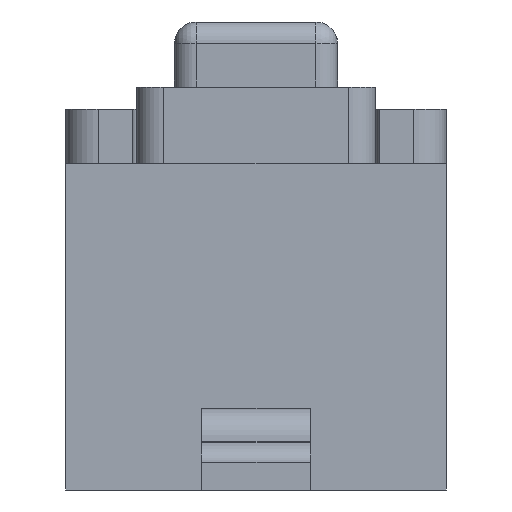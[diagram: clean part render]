
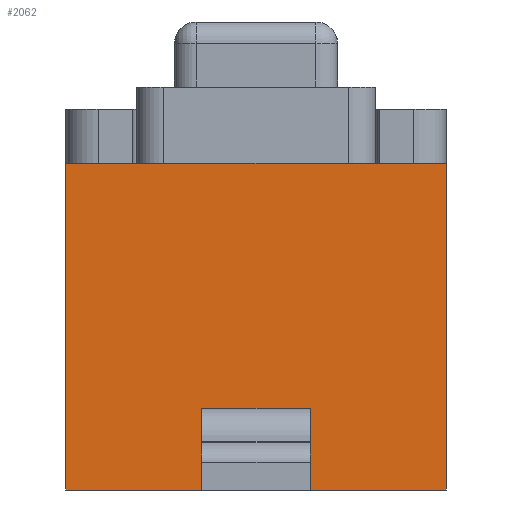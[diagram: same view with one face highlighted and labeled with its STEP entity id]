
A CAD part, left-side view. The second image highlights one B-rep face of the part: STEP entity #2062.
In plain terms, the highlighted planar face has unit normal (-1, 0, 0).
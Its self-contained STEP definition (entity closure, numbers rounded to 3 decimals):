
#147 = VECTOR ( 'NONE', #2349, 1000. ) ;
#306 = ORIENTED_EDGE ( 'NONE', *, *, #330, .T. ) ;
#330 = EDGE_CURVE ( 'NONE', #2625, #1217, #2322, .T. ) ;
#524 = DIRECTION ( 'NONE',  ( 0., -1., 0. ) ) ;
#667 = DIRECTION ( 'NONE',  ( 0., 0., -1. ) ) ;
#697 = EDGE_CURVE ( 'NONE', #4079, #4400, #3052, .T. ) ;
#753 = VECTOR ( 'NONE', #524, 1000. ) ;
#805 = EDGE_LOOP ( 'NONE', ( #1542, #1199, #834, #2598 ) ) ;
#834 = ORIENTED_EDGE ( 'NONE', *, *, #3274, .F. ) ;
#876 = LINE ( 'NONE', #3538, #753 ) ;
#1049 = VERTEX_POINT ( 'NONE', #3196 ) ;
#1167 = LINE ( 'NONE', #3849, #147 ) ;
#1181 = CARTESIAN_POINT ( 'NONE',  ( -3., -0.5, 0.5 ) ) ;
#1192 = VERTEX_POINT ( 'NONE', #2296 ) ;
#1199 = ORIENTED_EDGE ( 'NONE', *, *, #697, .F. ) ;
#1201 = EDGE_CURVE ( 'NONE', #4172, #2625, #3481, .T. ) ;
#1217 = VERTEX_POINT ( 'NONE', #3078 ) ;
#1374 = VECTOR ( 'NONE', #2687, 1000. ) ;
#1471 = CARTESIAN_POINT ( 'NONE',  ( -3., 1.75, 3. ) ) ;
#1542 = ORIENTED_EDGE ( 'NONE', *, *, #2816, .T. ) ;
#1571 = FACE_BOUND ( 'NONE', #2344, .T. ) ;
#1703 = FACE_OUTER_BOUND ( 'NONE', #805, .T. ) ;
#1713 = ORIENTED_EDGE ( 'NONE', *, *, #3793, .F. ) ;
#1796 = DIRECTION ( 'NONE',  ( 1., 0., 0. ) ) ;
#1989 = ORIENTED_EDGE ( 'NONE', *, *, #4434, .F. ) ;
#2062 = ADVANCED_FACE ( 'NONE', ( #1571, #1703 ), #4057, .F. ) ;
#2296 = CARTESIAN_POINT ( 'NONE',  ( -3., 1.75, 0. ) ) ;
#2322 = LINE ( 'NONE', #2346, #4202 ) ;
#2344 = EDGE_LOOP ( 'NONE', ( #1713, #3745, #306, #1989 ) ) ;
#2346 = CARTESIAN_POINT ( 'NONE',  ( -3., -0.5, 0.5 ) ) ;
#2349 = DIRECTION ( 'NONE',  ( 0., 1., 0. ) ) ;
#2383 = VECTOR ( 'NONE', #2994, 1000. ) ;
#2484 = CARTESIAN_POINT ( 'NONE',  ( -3., -1.75, 3. ) ) ;
#2549 = CARTESIAN_POINT ( 'NONE',  ( -3., 0.5, 0.5 ) ) ;
#2598 = ORIENTED_EDGE ( 'NONE', *, *, #4225, .T. ) ;
#2625 = VERTEX_POINT ( 'NONE', #2887 ) ;
#2687 = DIRECTION ( 'NONE',  ( 0., 0., -1. ) ) ;
#2816 = EDGE_CURVE ( 'NONE', #1192, #4400, #4667, .T. ) ;
#2887 = CARTESIAN_POINT ( 'NONE',  ( -3., -0.5, 0.5 ) ) ;
#2921 = CARTESIAN_POINT ( 'NONE',  ( -3., -1.75, 3. ) ) ;
#2994 = DIRECTION ( 'NONE',  ( 0., 0., -1. ) ) ;
#3052 = LINE ( 'NONE', #2484, #4051 ) ;
#3078 = CARTESIAN_POINT ( 'NONE',  ( -3., 0.5, 0.5 ) ) ;
#3087 = AXIS2_PLACEMENT_3D ( 'NONE', #3304, #1796, #4442 ) ;
#3115 = DIRECTION ( 'NONE',  ( 0., 1., 0. ) ) ;
#3196 = CARTESIAN_POINT ( 'NONE',  ( -3., 1.75, 3. ) ) ;
#3274 = EDGE_CURVE ( 'NONE', #1049, #4079, #876, .T. ) ;
#3304 = CARTESIAN_POINT ( 'NONE',  ( -3., 1.75, 3. ) ) ;
#3391 = LINE ( 'NONE', #2549, #4267 ) ;
#3392 = LINE ( 'NONE', #1471, #2383 ) ;
#3481 = LINE ( 'NONE', #1181, #1374 ) ;
#3538 = CARTESIAN_POINT ( 'NONE',  ( -3., 1.75, 3. ) ) ;
#3655 = CARTESIAN_POINT ( 'NONE',  ( -3., -1.75, 0. ) ) ;
#3732 = CARTESIAN_POINT ( 'NONE',  ( -3., 0.5, 0.75 ) ) ;
#3745 = ORIENTED_EDGE ( 'NONE', *, *, #1201, .T. ) ;
#3793 = EDGE_CURVE ( 'NONE', #4172, #4510, #1167, .T. ) ;
#3849 = CARTESIAN_POINT ( 'NONE',  ( -3., -0.5, 0.75 ) ) ;
#4051 = VECTOR ( 'NONE', #4744, 1000. ) ;
#4057 = PLANE ( 'NONE',  #3087 ) ;
#4079 = VERTEX_POINT ( 'NONE', #2921 ) ;
#4172 = VERTEX_POINT ( 'NONE', #4473 ) ;
#4182 = VECTOR ( 'NONE', #4849, 1000. ) ;
#4202 = VECTOR ( 'NONE', #3115, 1000. ) ;
#4225 = EDGE_CURVE ( 'NONE', #1049, #1192, #3392, .T. ) ;
#4267 = VECTOR ( 'NONE', #667, 1000. ) ;
#4400 = VERTEX_POINT ( 'NONE', #3655 ) ;
#4434 = EDGE_CURVE ( 'NONE', #4510, #1217, #3391, .T. ) ;
#4442 = DIRECTION ( 'NONE',  ( 0., 1., 0. ) ) ;
#4469 = CARTESIAN_POINT ( 'NONE',  ( -3., 1.75, 0. ) ) ;
#4473 = CARTESIAN_POINT ( 'NONE',  ( -3., -0.5, 0.75 ) ) ;
#4510 = VERTEX_POINT ( 'NONE', #3732 ) ;
#4667 = LINE ( 'NONE', #4469, #4182 ) ;
#4744 = DIRECTION ( 'NONE',  ( 0., 0., -1. ) ) ;
#4849 = DIRECTION ( 'NONE',  ( 0., -1., 0. ) ) ;
